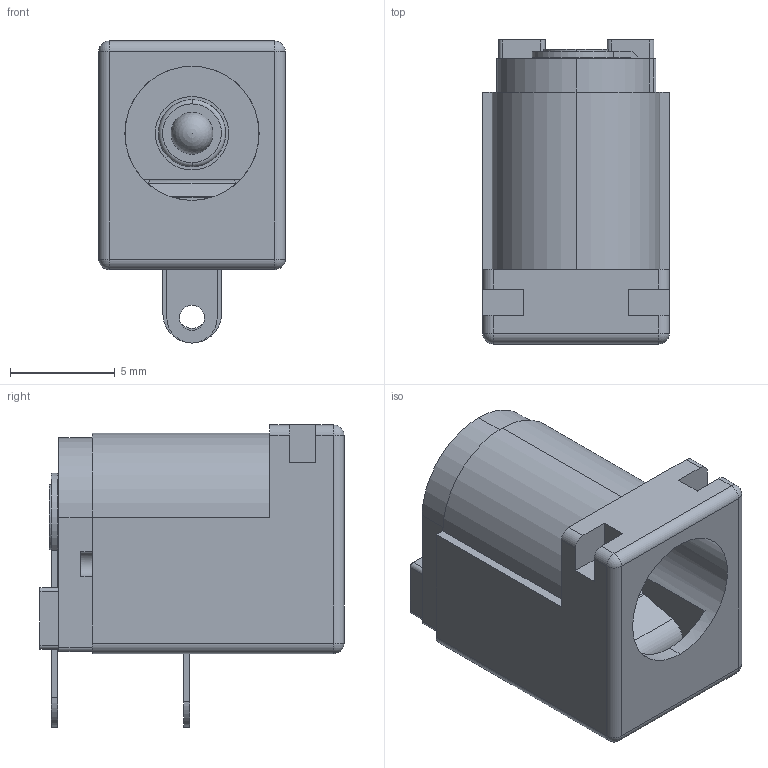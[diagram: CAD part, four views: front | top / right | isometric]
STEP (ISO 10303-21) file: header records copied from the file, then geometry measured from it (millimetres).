
FILE_DESCRIPTION (( 'STEP AP214' ),'1' );
FILE_NAME ('CUI_DEVICES_PJ-037A.step','2024-02-15T16:56:28',( '' ),( '' ),'SwSTEP 2.0','SolidWorks 2023','' );
FILE_SCHEMA (( 'AUTOMOTIVE_DESIGN' ));
Length unit declared in the file: millimetre
Products named in the file (1): CUI_DEVICES_PJ-037A
Bounding box: 8.9 x 14.5 x 14.4 mm (x, y, z)
Volume: 674.2 mm3; surface area: 1527.1 mm2
Topology: 1 solids, 1 shells, 229 faces, 618 edges, 389 vertices
Faces by surface type: plane 120, cylinder 80, bspline 12, torus 8, sphere 5, cone 4
Entity records: 6004 total; most frequent: CARTESIAN_POINT 1836, ORIENTED_EDGE 1218, EDGE_CURVE 609, VERTEX_POINT 388, LINE 387, AXIS2_PLACEMENT_3D 282, EDGE_LOOP 249, FACE_OUTER_BOUND 229
